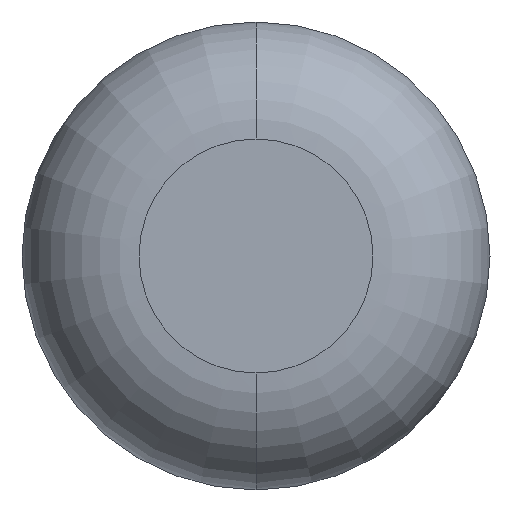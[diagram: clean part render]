
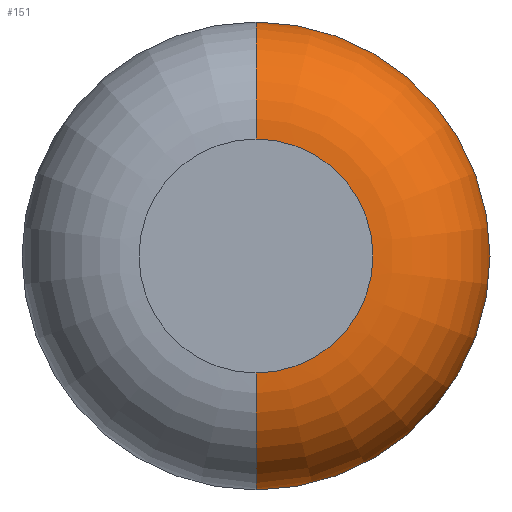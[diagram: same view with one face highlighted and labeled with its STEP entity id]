
A CAD part, front view. The second image highlights one B-rep face of the part: STEP entity #151.
In plain terms, the highlighted toroidal (fillet/blend) face has major radius 6.35 mm and minor radius 6.35 mm.
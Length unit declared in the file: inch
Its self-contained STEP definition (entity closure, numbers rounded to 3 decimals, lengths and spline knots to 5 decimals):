
#18 = AXIS2_PLACEMENT_3D ( 'NONE', #434, #57, #509 ) ;
#26 = DIRECTION ( 'NONE',  ( 0., 0., -1. ) ) ;
#32 = VERTEX_POINT ( 'NONE', #416 ) ;
#52 = CIRCLE ( 'NONE', #522, 0.5 ) ;
#57 = DIRECTION ( 'NONE',  ( 1., 0., 0. ) ) ;
#62 = EDGE_LOOP ( 'NONE', ( #305, #153, #232, #346 ) ) ;
#73 = DIRECTION ( 'NONE',  ( 0., 0., 1. ) ) ;
#93 = CARTESIAN_POINT ( 'NONE',  ( 0., 0., 0. ) ) ;
#95 = CIRCLE ( 'NONE', #128, 0.25 ) ;
#112 = CARTESIAN_POINT ( 'NONE',  ( 0., 0.25, 0.5 ) ) ;
#115 = FACE_OUTER_BOUND ( 'NONE', #62, .T. ) ;
#128 = AXIS2_PLACEMENT_3D ( 'NONE', #250, #459, #73 ) ;
#132 = EDGE_CURVE ( 'NONE', #32, #257, #52, .T. ) ;
#151 = ADVANCED_FACE ( 'NONE', ( #115 ), #440, .T. ) ;
#153 = ORIENTED_EDGE ( 'NONE', *, *, #171, .T. ) ;
#171 = EDGE_CURVE ( 'NONE', #257, #502, #461, .T. ) ;
#176 = DIRECTION ( 'NONE',  ( 0., -1., 0. ) ) ;
#187 = AXIS2_PLACEMENT_3D ( 'NONE', #93, #176, #263 ) ;
#207 = CARTESIAN_POINT ( 'NONE',  ( 0., 0.25, 0. ) ) ;
#232 = ORIENTED_EDGE ( 'NONE', *, *, #448, .F. ) ;
#250 = CARTESIAN_POINT ( 'NONE',  ( 0., 0.25, -0.25 ) ) ;
#257 = VERTEX_POINT ( 'NONE', #112 ) ;
#263 = DIRECTION ( 'NONE',  ( 0., 0., -1. ) ) ;
#266 = AXIS2_PLACEMENT_3D ( 'NONE', #207, #331, #26 ) ;
#296 = VERTEX_POINT ( 'NONE', #376 ) ;
#297 = DIRECTION ( 'NONE',  ( 0., -1., 0. ) ) ;
#305 = ORIENTED_EDGE ( 'NONE', *, *, #132, .T. ) ;
#331 = DIRECTION ( 'NONE',  ( 0., -1., 0. ) ) ;
#346 = ORIENTED_EDGE ( 'NONE', *, *, #396, .F. ) ;
#376 = CARTESIAN_POINT ( 'NONE',  ( 0., 0., -0.25 ) ) ;
#378 = CARTESIAN_POINT ( 'NONE',  ( 0., 0.25, 0. ) ) ;
#396 = EDGE_CURVE ( 'NONE', #32, #296, #95, .T. ) ;
#416 = CARTESIAN_POINT ( 'NONE',  ( 0., 0.25, -0.5 ) ) ;
#434 = CARTESIAN_POINT ( 'NONE',  ( 0., 0.25, 0.25 ) ) ;
#440 = TOROIDAL_SURFACE ( 'NONE', #266, 0.25, 0.25 ) ;
#448 = EDGE_CURVE ( 'NONE', #296, #502, #498, .T. ) ;
#459 = DIRECTION ( 'NONE',  ( -1., 0., 0. ) ) ;
#461 = CIRCLE ( 'NONE', #18, 0.25 ) ;
#497 = DIRECTION ( 'NONE',  ( 0., 0., -1. ) ) ;
#498 = CIRCLE ( 'NONE', #187, 0.25 ) ;
#502 = VERTEX_POINT ( 'NONE', #517 ) ;
#509 = DIRECTION ( 'NONE',  ( 0., 0., -1. ) ) ;
#517 = CARTESIAN_POINT ( 'NONE',  ( 0., 0., 0.25 ) ) ;
#522 = AXIS2_PLACEMENT_3D ( 'NONE', #378, #297, #497 ) ;
